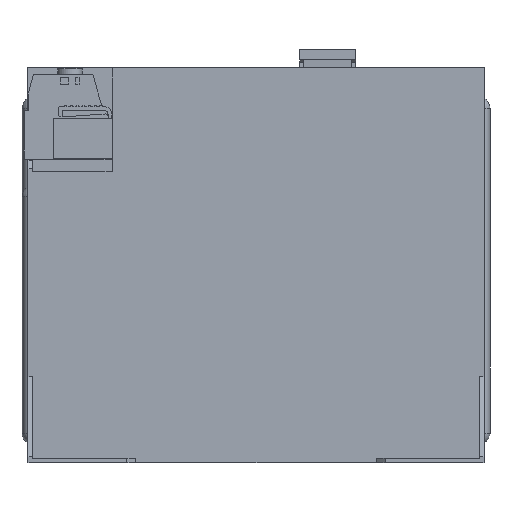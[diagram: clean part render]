
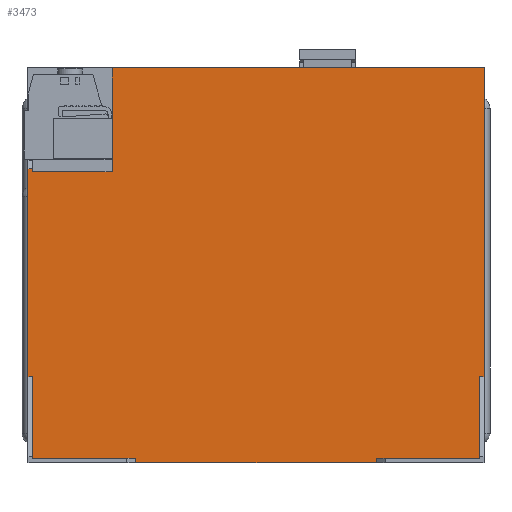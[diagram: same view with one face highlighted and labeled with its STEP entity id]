
A CAD part, left-side view. The second image highlights one B-rep face of the part: STEP entity #3473.
In plain terms, the highlighted planar face has unit normal (-1, 0, 0).
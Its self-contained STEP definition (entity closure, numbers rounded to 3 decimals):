
#3382=AXIS2_PLACEMENT_3D('Plane Axis2P3D',#3379,#3380,#3381) ;
#1286=CARTESIAN_POINT('Vertex',(14.5,156.5,29.187)) ;
#1289=CARTESIAN_POINT('Line Origine',(14.5,156.5,64.344)) ;
#1293=CARTESIAN_POINT('Vertex',(14.5,156.5,99.5)) ;
#1450=CARTESIAN_POINT('Line Origine',(14.5,65.,133.7)) ;
#1454=CARTESIAN_POINT('Vertex',(14.5,2.,133.7)) ;
#1456=CARTESIAN_POINT('Vertex',(14.5,128.,133.7)) ;
#1842=CARTESIAN_POINT('Line Origine',(14.5,2.,81.444)) ;
#1846=CARTESIAN_POINT('Vertex',(14.5,2.,29.188)) ;
#2257=CARTESIAN_POINT('Vertex',(14.5,38.5,0.)) ;
#2260=CARTESIAN_POINT('Line Origine',(14.5,79.25,0.)) ;
#2264=CARTESIAN_POINT('Vertex',(14.5,120.,0.)) ;
#3363=CARTESIAN_POINT('Vertex',(14.5,155.,29.187)) ;
#3366=CARTESIAN_POINT('Line Origine',(14.5,155.75,29.187)) ;
#3379=CARTESIAN_POINT('Axis2P3D Location',(14.5,64.,132.)) ;
#3384=CARTESIAN_POINT('Line Origine',(14.5,128.,116.1)) ;
#3388=CARTESIAN_POINT('Vertex',(14.5,128.,98.5)) ;
#3391=CARTESIAN_POINT('Line Origine',(14.5,141.5,98.5)) ;
#3395=CARTESIAN_POINT('Vertex',(14.5,155.,98.5)) ;
#3398=CARTESIAN_POINT('Line Origine',(14.5,155.,99.)) ;
#3402=CARTESIAN_POINT('Vertex',(14.5,155.,99.5)) ;
#3405=CARTESIAN_POINT('Line Origine',(14.5,155.75,99.5)) ;
#3410=CARTESIAN_POINT('Line Origine',(14.5,155.,15.344)) ;
#3414=CARTESIAN_POINT('Vertex',(14.5,155.,1.5)) ;
#3417=CARTESIAN_POINT('Line Origine',(14.5,137.5,1.5)) ;
#3421=CARTESIAN_POINT('Vertex',(14.5,120.,1.5)) ;
#3424=CARTESIAN_POINT('Line Origine',(14.5,120.,0.75)) ;
#3429=CARTESIAN_POINT('Line Origine',(14.5,38.5,0.75)) ;
#3433=CARTESIAN_POINT('Vertex',(14.5,38.5,1.5)) ;
#3436=CARTESIAN_POINT('Line Origine',(14.5,21.,1.5)) ;
#3440=CARTESIAN_POINT('Vertex',(14.5,3.5,1.5)) ;
#3443=CARTESIAN_POINT('Line Origine',(14.5,3.5,15.344)) ;
#3447=CARTESIAN_POINT('Vertex',(14.5,3.5,29.188)) ;
#3450=CARTESIAN_POINT('Line Origine',(14.5,2.75,29.188)) ;
#1290=DIRECTION('Vector Direction',(0.,0.,1.)) ;
#1451=DIRECTION('Vector Direction',(0.,1.,0.)) ;
#1843=DIRECTION('Vector Direction',(0.,0.,-1.)) ;
#2261=DIRECTION('Vector Direction',(0.,-1.,0.)) ;
#3367=DIRECTION('Vector Direction',(0.,1.,0.)) ;
#3380=DIRECTION('Axis2P3D Direction',(-1.,0.,0.)) ;
#3381=DIRECTION('Axis2P3D XDirection',(0.,1.,0.)) ;
#3385=DIRECTION('Vector Direction',(0.,0.,-1.)) ;
#3392=DIRECTION('Vector Direction',(0.,-1.,0.)) ;
#3399=DIRECTION('Vector Direction',(0.,0.,1.)) ;
#3406=DIRECTION('Vector Direction',(0.,-1.,0.)) ;
#3411=DIRECTION('Vector Direction',(0.,0.,-1.)) ;
#3418=DIRECTION('Vector Direction',(0.,-1.,0.)) ;
#3425=DIRECTION('Vector Direction',(0.,0.,1.)) ;
#3430=DIRECTION('Vector Direction',(0.,0.,1.)) ;
#3437=DIRECTION('Vector Direction',(0.,-1.,0.)) ;
#3444=DIRECTION('Vector Direction',(0.,0.,-1.)) ;
#3451=DIRECTION('Vector Direction',(0.,1.,0.)) ;
#1291=VECTOR('Line Direction',#1290,1.) ;
#1452=VECTOR('Line Direction',#1451,1.) ;
#1844=VECTOR('Line Direction',#1843,1.) ;
#2262=VECTOR('Line Direction',#2261,1.) ;
#3368=VECTOR('Line Direction',#3367,1.) ;
#3386=VECTOR('Line Direction',#3385,1.) ;
#3393=VECTOR('Line Direction',#3392,1.) ;
#3400=VECTOR('Line Direction',#3399,1.) ;
#3407=VECTOR('Line Direction',#3406,1.) ;
#3412=VECTOR('Line Direction',#3411,1.) ;
#3419=VECTOR('Line Direction',#3418,1.) ;
#3426=VECTOR('Line Direction',#3425,1.) ;
#3431=VECTOR('Line Direction',#3430,1.) ;
#3438=VECTOR('Line Direction',#3437,1.) ;
#3445=VECTOR('Line Direction',#3444,1.) ;
#3452=VECTOR('Line Direction',#3451,1.) ;
#3456=ORIENTED_EDGE('',*,*,#3390,.T.) ;
#3457=ORIENTED_EDGE('',*,*,#3397,.F.) ;
#3458=ORIENTED_EDGE('',*,*,#3404,.T.) ;
#3459=ORIENTED_EDGE('',*,*,#3409,.F.) ;
#3460=ORIENTED_EDGE('',*,*,#1295,.F.) ;
#3461=ORIENTED_EDGE('',*,*,#3370,.F.) ;
#3462=ORIENTED_EDGE('',*,*,#3416,.T.) ;
#3463=ORIENTED_EDGE('',*,*,#3423,.T.) ;
#3464=ORIENTED_EDGE('',*,*,#3428,.F.) ;
#3465=ORIENTED_EDGE('',*,*,#2266,.F.) ;
#3466=ORIENTED_EDGE('',*,*,#3435,.T.) ;
#3467=ORIENTED_EDGE('',*,*,#3442,.T.) ;
#3468=ORIENTED_EDGE('',*,*,#3449,.F.) ;
#3469=ORIENTED_EDGE('',*,*,#3454,.F.) ;
#3470=ORIENTED_EDGE('',*,*,#1848,.F.) ;
#3471=ORIENTED_EDGE('',*,*,#1458,.T.) ;
#3473=ADVANCED_FACE('BATTERIE',(#3472),#3383,.T.) ;
#1295=EDGE_CURVE('',#1287,#1294,#1292,.T.) ;
#1458=EDGE_CURVE('',#1455,#1457,#1453,.T.) ;
#1848=EDGE_CURVE('',#1455,#1847,#1845,.T.) ;
#2266=EDGE_CURVE('',#2258,#2265,#2263,.F.) ;
#3370=EDGE_CURVE('',#3364,#1287,#3369,.T.) ;
#3390=EDGE_CURVE('',#1457,#3389,#3387,.T.) ;
#3397=EDGE_CURVE('',#3396,#3389,#3394,.T.) ;
#3404=EDGE_CURVE('',#3396,#3403,#3401,.T.) ;
#3409=EDGE_CURVE('',#1294,#3403,#3408,.T.) ;
#3416=EDGE_CURVE('',#3364,#3415,#3413,.T.) ;
#3423=EDGE_CURVE('',#3415,#3422,#3420,.T.) ;
#3428=EDGE_CURVE('',#2265,#3422,#3427,.T.) ;
#3435=EDGE_CURVE('',#2258,#3434,#3432,.T.) ;
#3442=EDGE_CURVE('',#3434,#3441,#3439,.T.) ;
#3449=EDGE_CURVE('',#3448,#3441,#3446,.T.) ;
#3454=EDGE_CURVE('',#1847,#3448,#3453,.T.) ;
#3455=EDGE_LOOP('',(#3456,#3457,#3458,#3459,#3460,#3461,#3462,#3463,#3464,#3465,#3466,#3467,#3468,#3469,#3470,#3471)) ;
#3472=FACE_OUTER_BOUND('',#3455,.T.) ;
#1292=LINE('Line',#1289,#1291) ;
#1453=LINE('Line',#1450,#1452) ;
#1845=LINE('Line',#1842,#1844) ;
#2263=LINE('Line',#2260,#2262) ;
#3369=LINE('Line',#3366,#3368) ;
#3387=LINE('Line',#3384,#3386) ;
#3394=LINE('Line',#3391,#3393) ;
#3401=LINE('Line',#3398,#3400) ;
#3408=LINE('Line',#3405,#3407) ;
#3413=LINE('Line',#3410,#3412) ;
#3420=LINE('Line',#3417,#3419) ;
#3427=LINE('Line',#3424,#3426) ;
#3432=LINE('Line',#3429,#3431) ;
#3439=LINE('Line',#3436,#3438) ;
#3446=LINE('Line',#3443,#3445) ;
#3453=LINE('Line',#3450,#3452) ;
#3383=PLANE('',#3382) ;
#1287=VERTEX_POINT('',#1286) ;
#1294=VERTEX_POINT('',#1293) ;
#1455=VERTEX_POINT('',#1454) ;
#1457=VERTEX_POINT('',#1456) ;
#1847=VERTEX_POINT('',#1846) ;
#2258=VERTEX_POINT('',#2257) ;
#2265=VERTEX_POINT('',#2264) ;
#3364=VERTEX_POINT('',#3363) ;
#3389=VERTEX_POINT('',#3388) ;
#3396=VERTEX_POINT('',#3395) ;
#3403=VERTEX_POINT('',#3402) ;
#3415=VERTEX_POINT('',#3414) ;
#3422=VERTEX_POINT('',#3421) ;
#3434=VERTEX_POINT('',#3433) ;
#3441=VERTEX_POINT('',#3440) ;
#3448=VERTEX_POINT('',#3447) ;
